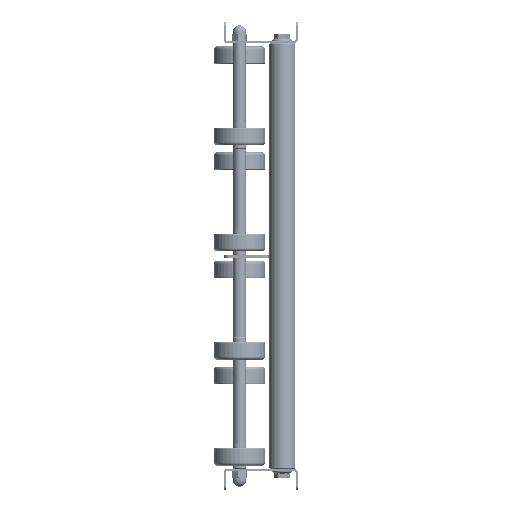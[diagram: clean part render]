
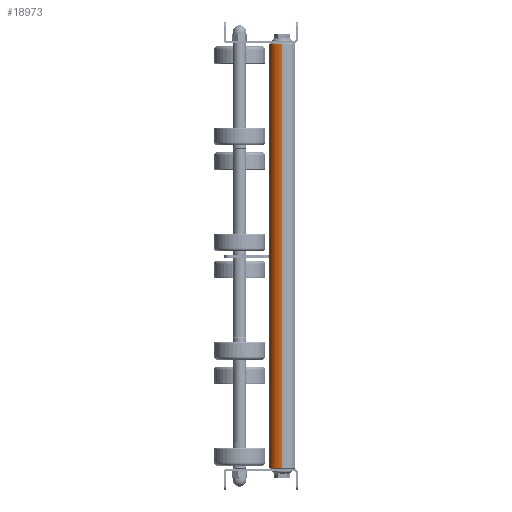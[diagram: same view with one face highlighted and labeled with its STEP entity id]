
A CAD part, left-side view. The second image highlights one B-rep face of the part: STEP entity #18973.
In plain terms, the highlighted cylindrical face has radius 12.5 mm (diameter 25 mm), a partial arc.
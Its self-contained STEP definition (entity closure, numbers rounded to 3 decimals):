
#704 = CARTESIAN_POINT ( 'NONE',  ( 399., 0., -12.5 ) ) ;
#2363 = ORIENTED_EDGE ( 'NONE', *, *, #11069, .T. ) ;
#2834 = DIRECTION ( 'NONE',  ( -1., 0., 0. ) ) ;
#2844 = ORIENTED_EDGE ( 'NONE', *, *, #24567, .T. ) ;
#2969 = VERTEX_POINT ( 'NONE', #25207 ) ;
#3158 = CARTESIAN_POINT ( 'NONE',  ( 1., 0., 0. ) ) ;
#4334 = EDGE_LOOP ( 'NONE', ( #2363, #2844, #8453, #19311 ) ) ;
#5290 = CARTESIAN_POINT ( 'NONE',  ( 400., 0., 0. ) ) ;
#7423 = CARTESIAN_POINT ( 'NONE',  ( 1., 0., 12.5 ) ) ;
#7694 = CIRCLE ( 'NONE', #15160, 12.5 ) ;
#8453 = ORIENTED_EDGE ( 'NONE', *, *, #14059, .T. ) ;
#9474 = DIRECTION ( 'NONE',  ( -1., 0., 0. ) ) ;
#10416 = DIRECTION ( 'NONE',  ( 0., 0., -1. ) ) ;
#11069 = EDGE_CURVE ( 'NONE', #14253, #28443, #22421, .T. ) ;
#11240 = VERTEX_POINT ( 'NONE', #7423 ) ;
#11712 = EDGE_CURVE ( 'NONE', #14253, #11240, #14988, .T. ) ;
#12612 = DIRECTION ( 'NONE',  ( 1., 0., 0. ) ) ;
#14059 = EDGE_CURVE ( 'NONE', #2969, #11240, #7694, .T. ) ;
#14253 = VERTEX_POINT ( 'NONE', #14299 ) ;
#14299 = CARTESIAN_POINT ( 'NONE',  ( 399., 0., 12.5 ) ) ;
#14988 = LINE ( 'NONE', #22116, #17402 ) ;
#15160 = AXIS2_PLACEMENT_3D ( 'NONE', #3158, #12612, #10416 ) ;
#16484 = LINE ( 'NONE', #28720, #26574 ) ;
#17402 = VECTOR ( 'NONE', #25045, 1000. ) ;
#17878 = DIRECTION ( 'NONE',  ( 0., 0., -1. ) ) ;
#17942 = AXIS2_PLACEMENT_3D ( 'NONE', #29938, #18336, #17878 ) ;
#18336 = DIRECTION ( 'NONE',  ( -1., 0., 0. ) ) ;
#18973 = ADVANCED_FACE ( 'NONE', ( #20054 ), #21775, .T. ) ;
#19311 = ORIENTED_EDGE ( 'NONE', *, *, #11712, .F. ) ;
#20054 = FACE_OUTER_BOUND ( 'NONE', #4334, .T. ) ;
#21775 = CYLINDRICAL_SURFACE ( 'NONE', #25193, 12.5 ) ;
#22116 = CARTESIAN_POINT ( 'NONE',  ( 400., 0., 12.5 ) ) ;
#22421 = CIRCLE ( 'NONE', #17942, 12.5 ) ;
#24530 = DIRECTION ( 'NONE',  ( 0., 0., 1. ) ) ;
#24567 = EDGE_CURVE ( 'NONE', #28443, #2969, #16484, .T. ) ;
#25045 = DIRECTION ( 'NONE',  ( -1., 0., 0. ) ) ;
#25193 = AXIS2_PLACEMENT_3D ( 'NONE', #5290, #2834, #24530 ) ;
#25207 = CARTESIAN_POINT ( 'NONE',  ( 1., 0., -12.5 ) ) ;
#26574 = VECTOR ( 'NONE', #9474, 1000. ) ;
#28443 = VERTEX_POINT ( 'NONE', #704 ) ;
#28720 = CARTESIAN_POINT ( 'NONE',  ( 400., 0., -12.5 ) ) ;
#29938 = CARTESIAN_POINT ( 'NONE',  ( 399., 0., 0. ) ) ;
